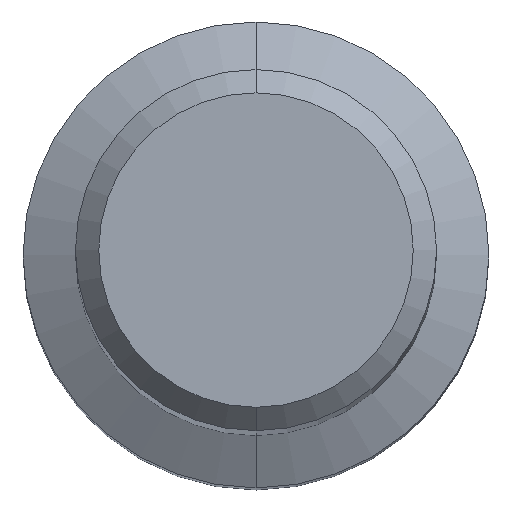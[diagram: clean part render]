
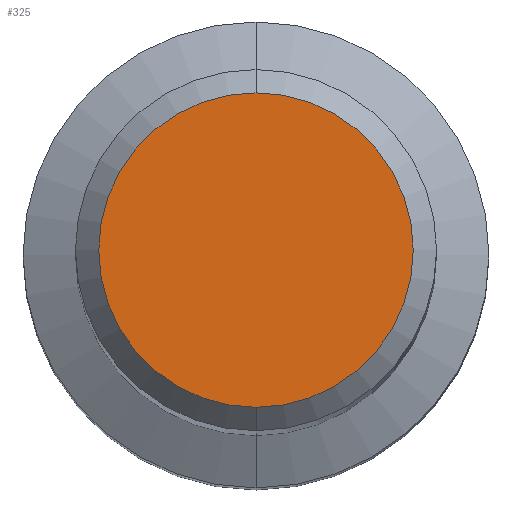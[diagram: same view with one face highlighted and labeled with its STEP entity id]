
A CAD part, top view. The second image highlights one B-rep face of the part: STEP entity #325.
In plain terms, the highlighted planar face has unit normal (0, 0, 1).
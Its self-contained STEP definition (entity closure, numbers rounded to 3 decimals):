
#325=ADVANCED_FACE('',(#698),#699,.T.);
#413=VERTEX_POINT('',#795);
#439=EDGE_CURVE('',#475,#413,#822,.T.);
#475=VERTEX_POINT('',#860);
#527=EDGE_CURVE('',#413,#475,#919,.T.);
#698=FACE_OUTER_BOUND('',#1266,.T.);
#699=PLANE('',#1267);
#795=CARTESIAN_POINT('',(0.0,2.7,0.0));
#822=CIRCLE('',#1458,2.7);
#860=CARTESIAN_POINT('',(0.,-2.7,0.0));
#919=CIRCLE('',#1627,2.7);
#1266=EDGE_LOOP('',(#1823,#1824));
#1267=AXIS2_PLACEMENT_3D('',#1825,#1826,#1827);
#1458=AXIS2_PLACEMENT_3D('',#1951,#1952,#1953);
#1627=AXIS2_PLACEMENT_3D('',#2064,#2065,#2066);
#1823=ORIENTED_EDGE('',*,*,#527,.F.);
#1824=ORIENTED_EDGE('',*,*,#439,.F.);
#1825=CARTESIAN_POINT('',(0.0,1.35,0.0));
#1826=DIRECTION('',(-0.0,0.0,1.0));
#1827=DIRECTION('',(0.0,-1.0,0.0));
#1951=CARTESIAN_POINT('',(0.0,0.0,0.0));
#1952=DIRECTION('',(0.0,0.0,-1.0));
#1953=DIRECTION('',(0.0,1.0,0.0));
#2064=CARTESIAN_POINT('',(0.0,0.0,0.0));
#2065=DIRECTION('',(0.0,0.0,-1.0));
#2066=DIRECTION('',(0.0,1.0,0.0));
